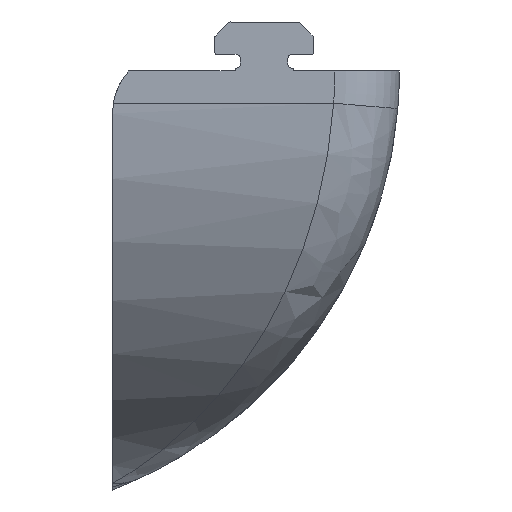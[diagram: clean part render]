
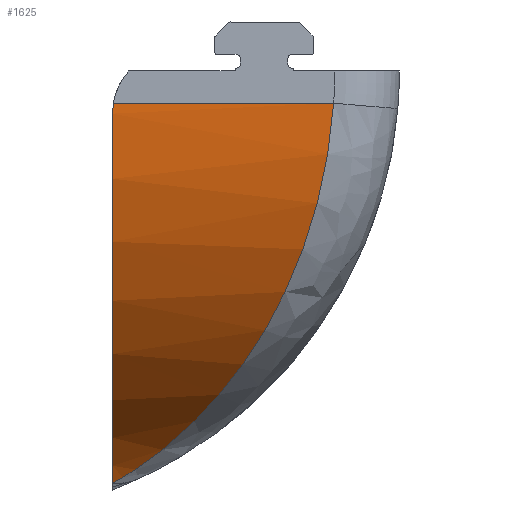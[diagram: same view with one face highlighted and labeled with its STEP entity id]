
A CAD part, left-side view. The second image highlights one B-rep face of the part: STEP entity #1625.
In plain terms, the highlighted cylindrical face has radius 60 mm (diameter 120 mm), a partial arc.
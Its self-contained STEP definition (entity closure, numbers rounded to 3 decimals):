
#29=B_SPLINE_CURVE_WITH_KNOTS('',3,(#2873,#2874,#2875,#2876),
 .UNSPECIFIED.,.F.,.F.,(4,4),(1.512,1.67),
 .UNSPECIFIED.);
#30=B_SPLINE_CURVE_WITH_KNOTS('',3,(#2887,#2888,#2889,#2890,#2891,#2892,
#2893,#2894,#2895,#2896),.UNSPECIFIED.,.F.,.F.,(4,1,1,1,1,1,1,4),(0.,
1.116,2.231,3.347,5.578,6.694,
7.252,7.809),.UNSPECIFIED.);
#167=FACE_OUTER_BOUND('',#259,.T.);
#259=EDGE_LOOP('',(#1492,#1493,#1494,#1495));
#414=LINE('',#2884,#566);
#566=VECTOR('',#2276,10.);
#612=CIRCLE('',#1743,60.);
#733=VERTEX_POINT('',#2664);
#734=VERTEX_POINT('',#2666);
#796=VERTEX_POINT('',#2872);
#798=VERTEX_POINT('',#2883);
#931=EDGE_CURVE('',#733,#734,#612,.T.);
#1026=EDGE_CURVE('',#734,#796,#29,.T.);
#1030=EDGE_CURVE('',#798,#796,#414,.T.);
#1032=EDGE_CURVE('',#798,#733,#30,.T.);
#1492=ORIENTED_EDGE('',*,*,#1026,.F.);
#1493=ORIENTED_EDGE('',*,*,#931,.F.);
#1494=ORIENTED_EDGE('',*,*,#1032,.F.);
#1495=ORIENTED_EDGE('',*,*,#1030,.T.);
#1540=CYLINDRICAL_SURFACE('',#1809,60.);
#1625=ADVANCED_FACE('',(#167),#1540,.T.);
#1743=AXIS2_PLACEMENT_3D('',#2667,#2078,#2079);
#1809=AXIS2_PLACEMENT_3D('',#2886,#2279,#2280);
#2078=DIRECTION('center_axis',(0.,1.,0.));
#2079=DIRECTION('ref_axis',(0.,0.,1.));
#2276=DIRECTION('',(0.,1.,0.));
#2279=DIRECTION('center_axis',(0.,-1.,0.));
#2280=DIRECTION('ref_axis',(0.,0.,1.));
#2664=CARTESIAN_POINT('',(-151.114,22.25,-31.462));
#2666=CARTESIAN_POINT('',(-199.978,22.25,25.886));
#2667=CARTESIAN_POINT('Origin',(-140.,22.25,27.5));
#2872=CARTESIAN_POINT('',(-200.,22.119,27.5));
#2873=CARTESIAN_POINT('Ctrl Pts',(-199.978,22.25,25.886));
#2874=CARTESIAN_POINT('Ctrl Pts',(-199.992,22.25,26.414));
#2875=CARTESIAN_POINT('Ctrl Pts',(-200.,22.208,26.957));
#2876=CARTESIAN_POINT('Ctrl Pts',(-200.,22.119,27.5));
#2883=CARTESIAN_POINT('',(-200.,-12.04,27.5));
#2884=CARTESIAN_POINT('',(-200.,22.25,27.5));
#2886=CARTESIAN_POINT('Origin',(-140.,22.25,27.5));
#2887=CARTESIAN_POINT('Ctrl Pts',(-200.,-12.04,27.5));
#2888=CARTESIAN_POINT('Ctrl Pts',(-200.,-11.729,23.053));
#2889=CARTESIAN_POINT('Ctrl Pts',(-198.993,-10.402,14.234));
#2890=CARTESIAN_POINT('Ctrl Pts',(-194.885,-6.595,2.228));
#2891=CARTESIAN_POINT('Ctrl Pts',(-186.724,0.217,-11.519));
#2892=CARTESIAN_POINT('Ctrl Pts',(-175.716,8.692,-21.656));
#2893=CARTESIAN_POINT('Ctrl Pts',(-164.293,16.099,-27.59));
#2894=CARTESIAN_POINT('Ctrl Pts',(-157.059,19.928,-30.123));
#2895=CARTESIAN_POINT('Ctrl Pts',(-153.152,21.563,-31.078));
#2896=CARTESIAN_POINT('Ctrl Pts',(-151.114,22.25,-31.462));
